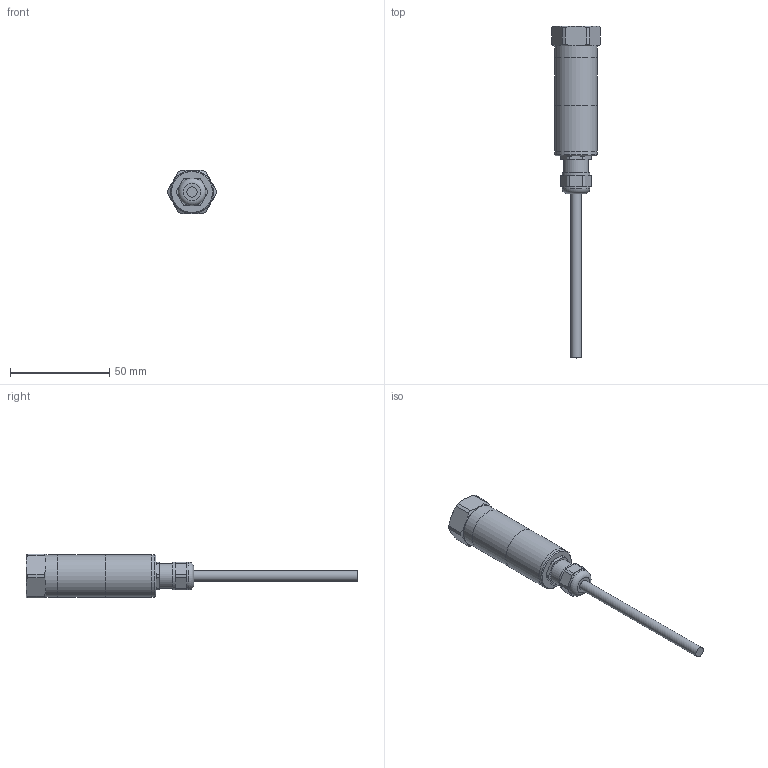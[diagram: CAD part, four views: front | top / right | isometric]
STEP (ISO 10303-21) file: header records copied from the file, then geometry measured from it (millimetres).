
FILE_DESCRIPTION (( 'STEP AP214' ), '1' );
FILE_NAME ('PGP220-08-10.STEP', '2019-10-09T08:59:22', ( '' ), ( '' ), 'SwSTEP 2.0', 'SolidWorks 2015', '' );
FILE_SCHEMA (( 'AUTOMOTIVE_DESIGN' ));
Length unit declared in the file: millimetre
Products named in the file (1): PGP220-08-10
Bounding box: 24.49 x 167.33 x 22 mm (x, y, z)
Volume: 27306.2 mm3; surface area: 8156.4 mm2
Topology: 1 solids, 1 shells, 93 faces, 218 edges, 134 vertices
Faces by surface type: plane 39, cylinder 29, cone 22, torus 3
Full cylindrical faces by diameter (mm): 2 x1, 5.25 x1, 11.445 x1, 12.613 x1, 13.5 x1, 14 x2, 21.6 x4
Entity records: 3131 total; most frequent: CARTESIAN_POINT 586, DIRECTION 438, ORIENTED_EDGE 394, EDGE_CURVE 197, AXIS2_PLACEMENT_3D 183, VERTEX_POINT 131, EDGE_LOOP 118, FACE_OUTER_BOUND 107
